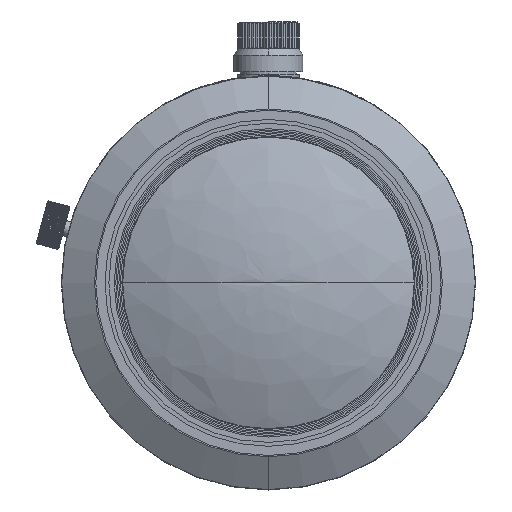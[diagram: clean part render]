
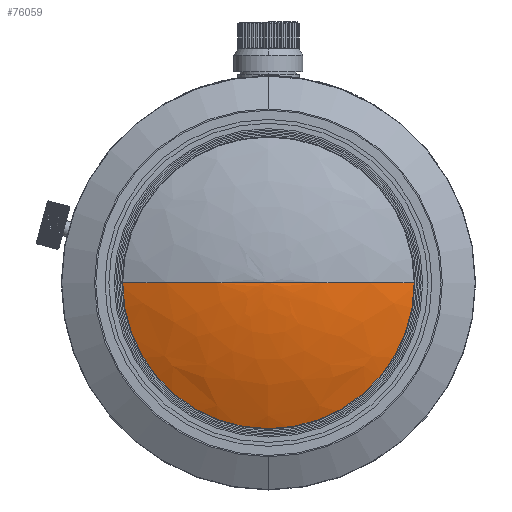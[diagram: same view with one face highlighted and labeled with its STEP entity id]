
A CAD part, left-side view. The second image highlights one B-rep face of the part: STEP entity #76059.
In plain terms, the highlighted free-form (B-spline) face has degree [3, 3] with [4, 4] control points.
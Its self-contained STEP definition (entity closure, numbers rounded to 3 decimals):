
#1611 = CARTESIAN_POINT ( 'NONE',  ( 2617.233, 1119.326, 0. ) ) ;
#3222 = VERTEX_POINT ( 'NONE', #45240 ) ;
#3734 =( BOUNDED_SURFACE ( )  B_SPLINE_SURFACE ( 3, 3, ( 
 ( #33401, #57653, #47661, #71888 ),
 ( #52845, #11511, #16321, #35727 ),
 ( #58815, #34565, #42085, #48050 ),
 ( #35332, #66314, #65151, #28636 ) ),
 .UNSPECIFIED., .F., .F., .F. ) 
 B_SPLINE_SURFACE_WITH_KNOTS ( ( 4, 4 ),
 ( 4, 4 ),
 ( 0., 0.98 ),
 ( 0., 1. ),
 .UNSPECIFIED. ) 
 GEOMETRIC_REPRESENTATION_ITEM ( )  RATIONAL_B_SPLINE_SURFACE ( (
 ( 1., 0.333, 0.333, 1.),
 ( 0.985, 0.328, 0.328, 0.985),
 ( 0.985, 0.328, 0.328, 0.985),
 ( 0.999, 0.333, 0.333, 0.999) ) ) 
 REPRESENTATION_ITEM ( '' )  SURFACE ( )  );
#5956 = VERTEX_POINT ( 'NONE', #17477 ) ;
#8229 = CARTESIAN_POINT ( 'NONE',  ( 2619.972, 1152.411, 0. ) ) ;
#9624 = AXIS2_PLACEMENT_3D ( 'NONE', #34298, #40654, #70840 ) ;
#9806 =( BOUNDED_CURVE ( )  B_SPLINE_CURVE ( 3, ( #54224, #12133, #36714, #67685 ),
 .UNSPECIFIED., .F., .T. ) 
 B_SPLINE_CURVE_WITH_KNOTS ( ( 4, 4 ),
 ( 0., 0.98 ),
 .UNSPECIFIED. ) 
 CURVE ( )  GEOMETRIC_REPRESENTATION_ITEM ( )  RATIONAL_B_SPLINE_CURVE ( ( 1., 0.985, 0.985, 0.999 ) ) 
 REPRESENTATION_ITEM ( '' )  );
#10313 = CIRCLE ( 'NONE', #66073, 19.65 ) ;
#11511 = CARTESIAN_POINT ( 'NONE',  ( 2615.835, 1125.971, -13.579 ) ) ;
#11863 =( BOUNDED_CURVE ( )  B_SPLINE_CURVE ( 3, ( #21098, #67921, #1611, #68715 ),
 .UNSPECIFIED., .F., .T. ) 
 B_SPLINE_CURVE_WITH_KNOTS ( ( 4, 4 ),
 ( 0., 0.98 ),
 .UNSPECIFIED. ) 
 CURVE ( )  GEOMETRIC_REPRESENTATION_ITEM ( )  RATIONAL_B_SPLINE_CURVE ( ( 1., 0.985, 0.985, 0.999 ) ) 
 REPRESENTATION_ITEM ( '' )  );
#12133 = CARTESIAN_POINT ( 'NONE',  ( 2615.835, 1139.551, 0. ) ) ;
#14491 = ORIENTED_EDGE ( 'NONE', *, *, #49018, .F. ) ;
#16321 = CARTESIAN_POINT ( 'NONE',  ( 2615.835, 1139.551, -13.579 ) ) ;
#17477 = CARTESIAN_POINT ( 'NONE',  ( 2619.972, 1113.111, 0. ) ) ;
#21098 = CARTESIAN_POINT ( 'NONE',  ( 2615.835, 1132.761, 0. ) ) ;
#21132 = FACE_OUTER_BOUND ( 'NONE', #32809, .T. ) ;
#25569 = CARTESIAN_POINT ( 'NONE',  ( 2619.972, 1132.761, 0. ) ) ;
#28636 = CARTESIAN_POINT ( 'NONE',  ( 2619.972, 1152.411, 0. ) ) ;
#32809 = EDGE_LOOP ( 'NONE', ( #78062, #64315, #14491, #68169 ) ) ;
#33401 = CARTESIAN_POINT ( 'NONE',  ( 2615.835, 1132.761, 0. ) ) ;
#34298 = CARTESIAN_POINT ( 'NONE',  ( 2619.972, 1132.761, 0. ) ) ;
#34565 = CARTESIAN_POINT ( 'NONE',  ( 2617.233, 1119.326, -26.87 ) ) ;
#35332 = CARTESIAN_POINT ( 'NONE',  ( 2619.972, 1113.111, 0. ) ) ;
#35727 = CARTESIAN_POINT ( 'NONE',  ( 2615.835, 1139.551, 0. ) ) ;
#36714 = CARTESIAN_POINT ( 'NONE',  ( 2617.233, 1146.196, 0. ) ) ;
#40654 = DIRECTION ( 'NONE',  ( 1., 0., 0. ) ) ;
#42085 = CARTESIAN_POINT ( 'NONE',  ( 2617.233, 1146.196, -26.87 ) ) ;
#43417 = VERTEX_POINT ( 'NONE', #48554 ) ;
#43850 = CIRCLE ( 'NONE', #9624, 19.65 ) ;
#44226 = DIRECTION ( 'NONE',  ( 0., 1., 0. ) ) ;
#45240 = CARTESIAN_POINT ( 'NONE',  ( 2615.835, 1132.761, 0. ) ) ;
#47661 = CARTESIAN_POINT ( 'NONE',  ( 2615.835, 1132.761, 0. ) ) ;
#48050 = CARTESIAN_POINT ( 'NONE',  ( 2617.233, 1146.196, 0. ) ) ;
#48554 = CARTESIAN_POINT ( 'NONE',  ( 2619.972, 1132.761, -19.65 ) ) ;
#49018 = EDGE_CURVE ( 'NONE', #43417, #69934, #10313, .T. ) ;
#52845 = CARTESIAN_POINT ( 'NONE',  ( 2615.835, 1125.971, 0. ) ) ;
#54224 = CARTESIAN_POINT ( 'NONE',  ( 2615.835, 1132.761, 0. ) ) ;
#55746 = DIRECTION ( 'NONE',  ( 1., 0., 0. ) ) ;
#57653 = CARTESIAN_POINT ( 'NONE',  ( 2615.835, 1132.761, 0. ) ) ;
#58815 = CARTESIAN_POINT ( 'NONE',  ( 2617.233, 1119.326, 0. ) ) ;
#60179 = EDGE_CURVE ( 'NONE', #3222, #69934, #9806, .T. ) ;
#60439 = EDGE_CURVE ( 'NONE', #5956, #43417, #43850, .T. ) ;
#64067 = EDGE_CURVE ( 'NONE', #3222, #5956, #11863, .T. ) ;
#64315 = ORIENTED_EDGE ( 'NONE', *, *, #60179, .T. ) ;
#65151 = CARTESIAN_POINT ( 'NONE',  ( 2619.972, 1152.411, -39.3 ) ) ;
#66073 = AXIS2_PLACEMENT_3D ( 'NONE', #25569, #55746, #44226 ) ;
#66314 = CARTESIAN_POINT ( 'NONE',  ( 2619.972, 1113.111, -39.3 ) ) ;
#67685 = CARTESIAN_POINT ( 'NONE',  ( 2619.972, 1152.411, 0. ) ) ;
#67921 = CARTESIAN_POINT ( 'NONE',  ( 2615.835, 1125.971, 0. ) ) ;
#68169 = ORIENTED_EDGE ( 'NONE', *, *, #60439, .F. ) ;
#68715 = CARTESIAN_POINT ( 'NONE',  ( 2619.972, 1113.111, 0. ) ) ;
#69934 = VERTEX_POINT ( 'NONE', #8229 ) ;
#70840 = DIRECTION ( 'NONE',  ( 0., 1., 0. ) ) ;
#71888 = CARTESIAN_POINT ( 'NONE',  ( 2615.835, 1132.761, 0. ) ) ;
#76059 = ADVANCED_FACE ( 'NONE', ( #21132 ), #3734, .F. ) ;
#78062 = ORIENTED_EDGE ( 'NONE', *, *, #64067, .F. ) ;
